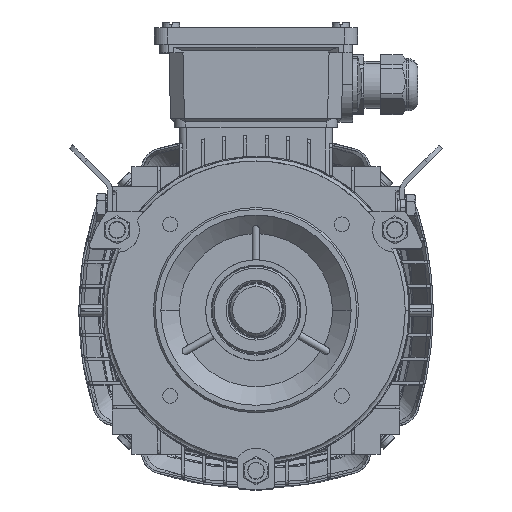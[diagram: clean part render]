
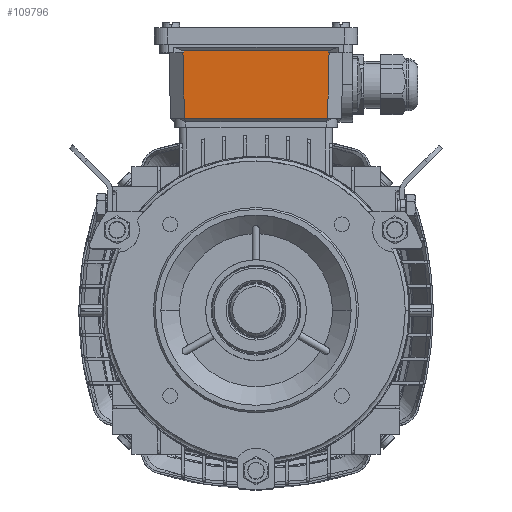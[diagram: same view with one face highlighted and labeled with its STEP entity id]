
A CAD part, top view. The second image highlights one B-rep face of the part: STEP entity #109796.
In plain terms, the highlighted planar face has unit normal (0, -0.023, 1).
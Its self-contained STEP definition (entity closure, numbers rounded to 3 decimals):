
#3840 = EDGE_LOOP ( 'NONE', ( #99245, #107771, #141309, #10981, #62337, #41237, #165447, #35500 ) ) ;
#4154 = CARTESIAN_POINT ( 'NONE',  ( 51.75, 103., 199.32 ) ) ;
#10981 = ORIENTED_EDGE ( 'NONE', *, *, #54354, .F. ) ;
#12595 = VECTOR ( 'NONE', #100197, 1000. ) ;
#13184 = LINE ( 'NONE', #42833, #16894 ) ;
#13890 = CARTESIAN_POINT ( 'NONE',  ( 39.149, 138., 200.114 ) ) ;
#14281 = VECTOR ( 'NONE', #132789, 1000. ) ;
#14689 = VERTEX_POINT ( 'NONE', #143317 ) ;
#15351 = FACE_OUTER_BOUND ( 'NONE', #3840, .T. ) ;
#16894 = VECTOR ( 'NONE', #106649, 1000. ) ;
#17070 = DIRECTION ( 'NONE',  ( 0., 1., 0.023 ) ) ;
#17616 = VERTEX_POINT ( 'NONE', #129205 ) ;
#18704 = VECTOR ( 'NONE', #67201, 1000. ) ;
#24584 = CARTESIAN_POINT ( 'NONE',  ( -38.836, 138., 200.114 ) ) ;
#32089 = DIRECTION ( 'NONE',  ( -1., 0., 0. ) ) ;
#34117 = CARTESIAN_POINT ( 'NONE',  ( -38.355, 103., 199.32 ) ) ;
#34863 = CARTESIAN_POINT ( 'NONE',  ( 51.75, 138., 200.114 ) ) ;
#35500 = ORIENTED_EDGE ( 'NONE', *, *, #125691, .F. ) ;
#37580 = EDGE_CURVE ( 'NONE', #14689, #115475, #65540, .T. ) ;
#41237 = ORIENTED_EDGE ( 'NONE', *, *, #122521, .F. ) ;
#42833 = CARTESIAN_POINT ( 'NONE',  ( 51.75, 138., 200.114 ) ) ;
#46721 = PLANE ( 'NONE',  #80042 ) ;
#54354 = EDGE_CURVE ( 'NONE', #154668, #14689, #91009, .T. ) ;
#58538 = DIRECTION ( 'NONE',  ( -0.023, -0.999, -0.023 ) ) ;
#58983 = DIRECTION ( 'NONE',  ( 0., 0.023, -1. ) ) ;
#60148 = EDGE_CURVE ( 'NONE', #87374, #154668, #13184, .T. ) ;
#62337 = ORIENTED_EDGE ( 'NONE', *, *, #60148, .F. ) ;
#65540 = LINE ( 'NONE', #158978, #14281 ) ;
#66683 = VECTOR ( 'NONE', #144032, 1000. ) ;
#67201 = DIRECTION ( 'NONE',  ( -0.023, -0.999, -0.023 ) ) ;
#71214 = VECTOR ( 'NONE', #58538, 1000. ) ;
#77896 = DIRECTION ( 'NONE',  ( -0.023, 0.999, 0.023 ) ) ;
#80042 = AXIS2_PLACEMENT_3D ( 'NONE', #140159, #58983, #17070 ) ;
#87374 = VERTEX_POINT ( 'NONE', #120095 ) ;
#88813 = CARTESIAN_POINT ( 'NONE',  ( -39.149, 138., 200.114 ) ) ;
#90836 = LINE ( 'NONE', #13890, #18704 ) ;
#91009 = LINE ( 'NONE', #24584, #163249 ) ;
#94480 = EDGE_CURVE ( 'NONE', #115475, #128157, #110097, .T. ) ;
#96488 = VERTEX_POINT ( 'NONE', #160759 ) ;
#99245 = ORIENTED_EDGE ( 'NONE', *, *, #129684, .F. ) ;
#100197 = DIRECTION ( 'NONE',  ( -0.023, 0.999, 0.023 ) ) ;
#104884 = CARTESIAN_POINT ( 'NONE',  ( 38.859, 139., 200.137 ) ) ;
#106649 = DIRECTION ( 'NONE',  ( 1., 0., 0. ) ) ;
#107771 = ORIENTED_EDGE ( 'NONE', *, *, #94480, .F. ) ;
#109796 = ADVANCED_FACE ( 'NONE', ( #15351 ), #46721, .F. ) ;
#110097 = LINE ( 'NONE', #151135, #71214 ) ;
#111580 = LINE ( 'NONE', #4154, #139728 ) ;
#115014 = LINE ( 'NONE', #88813, #12595 ) ;
#115475 = VERTEX_POINT ( 'NONE', #104884 ) ;
#117303 = CARTESIAN_POINT ( 'NONE',  ( 38.836, 138., 200.114 ) ) ;
#117812 = CARTESIAN_POINT ( 'NONE',  ( -38.836, 138., 200.114 ) ) ;
#120095 = CARTESIAN_POINT ( 'NONE',  ( -39.149, 138., 200.114 ) ) ;
#122521 = EDGE_CURVE ( 'NONE', #138969, #87374, #115014, .T. ) ;
#125691 = EDGE_CURVE ( 'NONE', #96488, #17616, #90836, .T. ) ;
#128157 = VERTEX_POINT ( 'NONE', #117303 ) ;
#129205 = CARTESIAN_POINT ( 'NONE',  ( 38.355, 103., 199.32 ) ) ;
#129684 = EDGE_CURVE ( 'NONE', #128157, #96488, #142293, .T. ) ;
#132789 = DIRECTION ( 'NONE',  ( 1., 0., 0. ) ) ;
#138969 = VERTEX_POINT ( 'NONE', #34117 ) ;
#139728 = VECTOR ( 'NONE', #32089, 1000. ) ;
#140159 = CARTESIAN_POINT ( 'NONE',  ( 51.75, 143.955, 200.249 ) ) ;
#141309 = ORIENTED_EDGE ( 'NONE', *, *, #37580, .F. ) ;
#142293 = LINE ( 'NONE', #34863, #66683 ) ;
#142412 = EDGE_CURVE ( 'NONE', #17616, #138969, #111580, .T. ) ;
#143317 = CARTESIAN_POINT ( 'NONE',  ( -38.859, 139., 200.137 ) ) ;
#144032 = DIRECTION ( 'NONE',  ( 1., 0., 0. ) ) ;
#151135 = CARTESIAN_POINT ( 'NONE',  ( 38.859, 139., 200.137 ) ) ;
#154668 = VERTEX_POINT ( 'NONE', #117812 ) ;
#158978 = CARTESIAN_POINT ( 'NONE',  ( 0., 139., 200.137 ) ) ;
#160759 = CARTESIAN_POINT ( 'NONE',  ( 39.149, 138., 200.114 ) ) ;
#163249 = VECTOR ( 'NONE', #77896, 1000. ) ;
#165447 = ORIENTED_EDGE ( 'NONE', *, *, #142412, .F. ) ;
